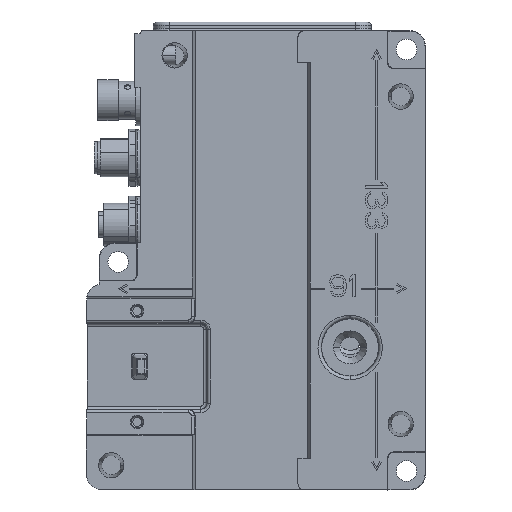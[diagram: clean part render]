
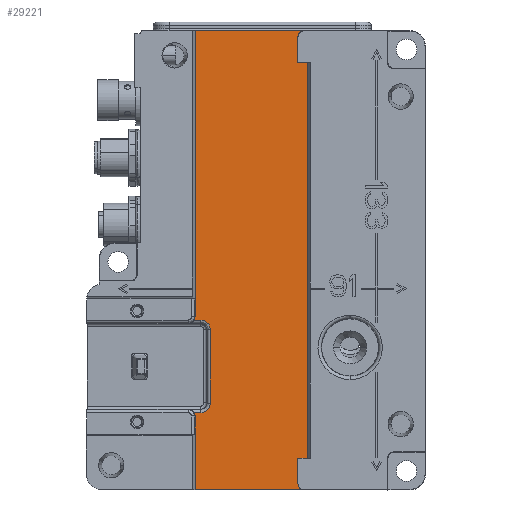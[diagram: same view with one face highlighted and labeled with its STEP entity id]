
A CAD part, front view. The second image highlights one B-rep face of the part: STEP entity #29221.
In plain terms, the highlighted planar face has unit normal (0, -1, 0).
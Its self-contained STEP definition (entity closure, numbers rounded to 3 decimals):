
#4619=CARTESIAN_POINT('',(70.79,-46.,-0.105));
#5711=CARTESIAN_POINT('',(34.25,-46.,-90.396));
#5712=CARTESIAN_POINT('',(34.25,-46.,-90.518));
#5713=CARTESIAN_POINT('',(34.228,-46.,-90.758));
#5714=CARTESIAN_POINT('',(34.134,-46.,-91.099));
#5715=CARTESIAN_POINT('',(34.03,-46.,-91.316));
#5716=CARTESIAN_POINT('',(33.967,-46.,-91.421));
#5735=DIRECTION('',(1.,0.,0.));
#5736=VECTOR('',#5735,36.54);
#5737=CARTESIAN_POINT('',(34.25,-46.,-0.105));
#5738=LINE('',#5737,#5736);
#5739=DIRECTION('',(-0.131,0.,-0.991));
#5740=VECTOR('',#5739,7.964);
#5741=CARTESIAN_POINT('',(70.79,-46.,-0.105));
#5742=LINE('',#5741,#5740);
#5743=DIRECTION('',(0.,0.,-1.));
#5744=VECTOR('',#5743,2.);
#5745=CARTESIAN_POINT('',(69.75,-46.,-8.));
#5746=LINE('',#5745,#5744);
#5747=DIRECTION('',(0.,0.,-1.));
#5748=VECTOR('',#5747,2.);
#5749=CARTESIAN_POINT('',(69.75,-46.,-135.));
#5750=LINE('',#5749,#5748);
#5751=DIRECTION('',(0.131,0.,-0.991));
#5752=VECTOR('',#5751,7.964);
#5753=CARTESIAN_POINT('',(69.75,-46.,-137.));
#5754=LINE('',#5753,#5752);
#5755=DIRECTION('',(-1.,0.,0.));
#5756=VECTOR('',#5755,36.54);
#5757=CARTESIAN_POINT('',(70.79,-46.,-144.895));
#5758=LINE('',#5757,#5756);
#5759=DIRECTION('',(0.,0.,1.));
#5760=VECTOR('',#5759,23.291);
#5761=CARTESIAN_POINT('',(34.25,-46.,-144.895));
#5762=LINE('',#5761,#5760);
#5763=DIRECTION('',(0.,0.,1.));
#5764=VECTOR('',#5763,90.291);
#5765=CARTESIAN_POINT('',(34.25,-46.,-90.396));
#5766=LINE('',#5765,#5764);
#7546=DIRECTION('',(0.,0.,-1.));
#7547=VECTOR('',#7546,23.16);
#7548=CARTESIAN_POINT('',(39.079,-46.,
-94.42));
#7549=LINE('',#7548,#7547);
#7554=CARTESIAN_POINT('',(39.079,-46.,
-117.58));
#7555=CARTESIAN_POINT('',(39.079,-46.,
-117.848));
#7556=CARTESIAN_POINT('',(39.01,-46.,
-118.363));
#7557=CARTESIAN_POINT('',(38.707,-46.,
-119.098));
#7558=CARTESIAN_POINT('',(38.224,-46.,
-119.725));
#7559=CARTESIAN_POINT('',(37.597,-46.,
-120.207));
#7560=CARTESIAN_POINT('',(36.862,-46.,
-120.51));
#7561=CARTESIAN_POINT('',(36.347,-46.,
-120.579));
#7562=CARTESIAN_POINT('',(36.08,-46.,
-120.579));
#7578=DIRECTION('',(-1.,0.,0.));
#7579=VECTOR('',#7578,2.113);
#7580=CARTESIAN_POINT('',(36.08,-46.,
-120.579));
#7581=LINE('',#7580,#7579);
#7648=CARTESIAN_POINT('',(33.967,-46.,-120.579));
#7649=CARTESIAN_POINT('',(34.03,-46.,-120.684));
#7650=CARTESIAN_POINT('',(34.134,-46.,-120.901));
#7651=CARTESIAN_POINT('',(34.228,-46.,-121.242));
#7652=CARTESIAN_POINT('',(34.25,-46.,-121.482));
#7653=CARTESIAN_POINT('',(34.25,-46.,-121.604));
#7953=CARTESIAN_POINT('',(36.08,-46.,
-91.421));
#7954=CARTESIAN_POINT('',(36.348,-46.,
-91.421));
#7955=CARTESIAN_POINT('',(36.863,-46.,
-91.49));
#7956=CARTESIAN_POINT('',(37.598,-46.,
-91.793));
#7957=CARTESIAN_POINT('',(38.225,-46.,
-92.276));
#7958=CARTESIAN_POINT('',(38.707,-46.,
-92.903));
#7959=CARTESIAN_POINT('',(39.01,-46.,
-93.638));
#7960=CARTESIAN_POINT('',(39.079,-46.,
-94.153));
#7961=CARTESIAN_POINT('',(39.079,-46.,
-94.42));
#7979=DIRECTION('',(1.,0.,0.));
#7980=VECTOR('',#7979,2.113);
#7981=CARTESIAN_POINT('',(33.967,-46.,-91.421));
#7982=LINE('',#7981,#7980);
#8238=DIRECTION('',(0.,0.,1.));
#8239=VECTOR('',#8238,125.);
#8240=CARTESIAN_POINT('',(69.75,-46.,-135.));
#8241=LINE('',#8240,#8239);
#16571=VERTEX_POINT('',#4619);
#16572=CARTESIAN_POINT('',(34.25,-46.,-0.105));
#16573=VERTEX_POINT('',#16572);
#17101=CARTESIAN_POINT('',(69.75,-46.,-135.));
#17102=VERTEX_POINT('',#17101);
#17126=CARTESIAN_POINT('',(34.25,-46.,-144.895));
#17127=VERTEX_POINT('',#17126);
#17128=CARTESIAN_POINT('',(70.79,-46.,-144.895));
#17129=VERTEX_POINT('',#17128);
#17212=VERTEX_POINT('',#5711);
#17213=VERTEX_POINT('',#5716);
#17215=CARTESIAN_POINT('',(69.75,-46.,-8.));
#17216=VERTEX_POINT('',#17215);
#17217=CARTESIAN_POINT('',(69.75,-46.,-10.));
#17218=VERTEX_POINT('',#17217);
#17219=CARTESIAN_POINT('',(69.75,-46.,-137.));
#17220=VERTEX_POINT('',#17219);
#17221=CARTESIAN_POINT('',(34.25,-46.,-121.604));
#17222=VERTEX_POINT('',#17221);
#17223=VERTEX_POINT('',#7648);
#17224=CARTESIAN_POINT('',(36.08,-46.,
-120.579));
#17225=VERTEX_POINT('',#17224);
#17226=VERTEX_POINT('',#7554);
#17227=CARTESIAN_POINT('',(39.079,-46.,
-94.42));
#17228=VERTEX_POINT('',#17227);
#17229=VERTEX_POINT('',#7953);
#29184=CARTESIAN_POINT('',(69.75,-46.,0.));
#29185=DIRECTION('',(0.,1.,0.));
#29186=DIRECTION('',(-1.,0.,0.));
#29187=AXIS2_PLACEMENT_3D('',#29184,#29185,#29186);
#29188=PLANE('',#29187);
#29189=ORIENTED_EDGE('',*,*,#27409,.T.);
#29191=ORIENTED_EDGE('',*,*,#29190,.T.);
#29193=ORIENTED_EDGE('',*,*,#29192,.T.);
#29195=ORIENTED_EDGE('',*,*,#29194,.F.);
#29197=ORIENTED_EDGE('',*,*,#29196,.T.);
#29199=ORIENTED_EDGE('',*,*,#29198,.T.);
#29201=ORIENTED_EDGE('',*,*,#29200,.T.);
#29203=ORIENTED_EDGE('',*,*,#29202,.T.);
#29205=ORIENTED_EDGE('',*,*,#29204,.F.);
#29207=ORIENTED_EDGE('',*,*,#29206,.F.);
#29209=ORIENTED_EDGE('',*,*,#29208,.F.);
#29211=ORIENTED_EDGE('',*,*,#29210,.F.);
#29213=ORIENTED_EDGE('',*,*,#29212,.F.);
#29215=ORIENTED_EDGE('',*,*,#29214,.F.);
#29216=ORIENTED_EDGE('',*,*,#29166,.F.);
#29218=ORIENTED_EDGE('',*,*,#29217,.T.);
#29219=EDGE_LOOP('',(#29189,#29191,#29193,#29195,#29197,#29199,#29201,#29203,
#29205,#29207,#29209,#29211,#29213,#29215,#29216,#29218));
#29220=FACE_OUTER_BOUND('',#29219,.F.);
#29221=ADVANCED_FACE('',(#29220),#29188,.F.);
#5717=B_SPLINE_CURVE_WITH_KNOTS('',3,(#5711,#5712,#5713,#5714,#5715,#5716),
.UNSPECIFIED.,.F.,.F.,(4,1,1,4),(0.,0.333,0.667,1.),
.UNSPECIFIED.);
#7563=B_SPLINE_CURVE_WITH_KNOTS('',3,(#7554,#7555,#7556,#7557,#7558,#7559,#7560,
#7561,#7562),.UNSPECIFIED.,.F.,.F.,(4,1,1,1,1,1,4),(0.,0.167,
0.333,0.5,0.667,0.833,1.),
.UNSPECIFIED.);
#7654=B_SPLINE_CURVE_WITH_KNOTS('',3,(#7648,#7649,#7650,#7651,#7652,#7653),
.UNSPECIFIED.,.F.,.F.,(4,1,1,4),(0.,0.333,0.667,1.),
.UNSPECIFIED.);
#7962=B_SPLINE_CURVE_WITH_KNOTS('',3,(#7953,#7954,#7955,#7956,#7957,#7958,#7959,
#7960,#7961),.UNSPECIFIED.,.F.,.F.,(4,1,1,1,1,1,4),(0.,0.167,
0.333,0.5,0.667,0.833,1.),
.UNSPECIFIED.);
#27409=EDGE_CURVE('',#16573,#16571,#5738,.T.);
#29166=EDGE_CURVE('',#17212,#17213,#5717,.T.);
#29190=EDGE_CURVE('',#16571,#17216,#5742,.T.);
#29192=EDGE_CURVE('',#17216,#17218,#5746,.T.);
#29194=EDGE_CURVE('',#17102,#17218,#8241,.T.);
#29196=EDGE_CURVE('',#17102,#17220,#5750,.T.);
#29198=EDGE_CURVE('',#17220,#17129,#5754,.T.);
#29200=EDGE_CURVE('',#17129,#17127,#5758,.T.);
#29202=EDGE_CURVE('',#17127,#17222,#5762,.T.);
#29204=EDGE_CURVE('',#17223,#17222,#7654,.T.);
#29206=EDGE_CURVE('',#17225,#17223,#7581,.T.);
#29208=EDGE_CURVE('',#17226,#17225,#7563,.T.);
#29210=EDGE_CURVE('',#17228,#17226,#7549,.T.);
#29212=EDGE_CURVE('',#17229,#17228,#7962,.T.);
#29214=EDGE_CURVE('',#17213,#17229,#7982,.T.);
#29217=EDGE_CURVE('',#17212,#16573,#5766,.T.);
